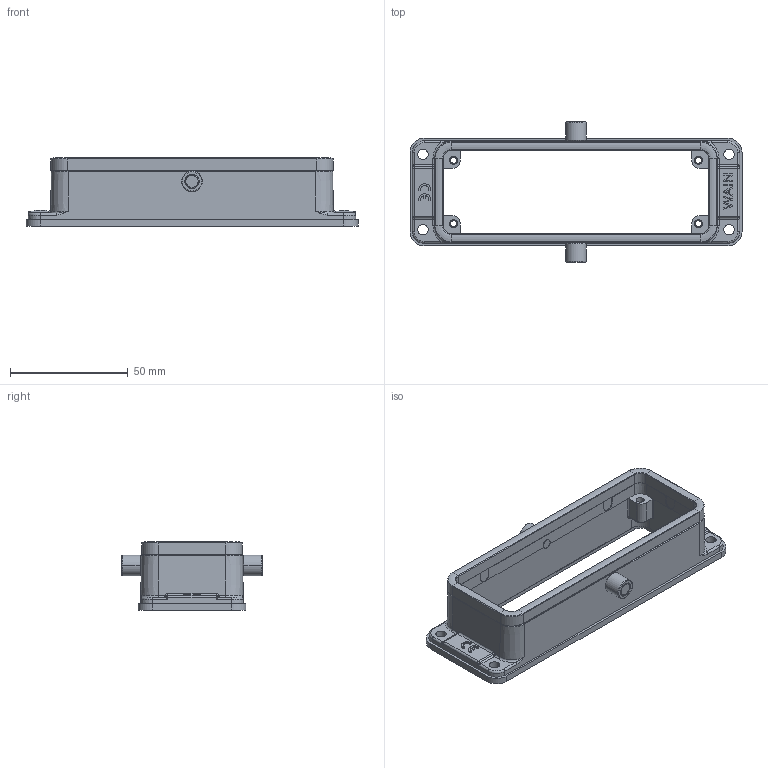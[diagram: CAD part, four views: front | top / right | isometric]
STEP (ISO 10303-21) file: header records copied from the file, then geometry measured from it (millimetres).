
FILE_DESCRIPTION(/* description */ (''),/* implementation_level */ '2;1');
FILE_NAME(/* name */ '3D_1240243151001_HV24B-BK-2B_B_V1.1.STP',/* time_stamp */ '2024-01-16T14:37:05+08:00',/* author */ (''),/* organization */ (''),/* preprocessor_version */ 'ST-DEVELOPER v18.1',/* originating_system */ 'SIEMENS PLM Software NX 1980',/* authorisation */ '');
FILE_SCHEMA (('AUTOMOTIVE_DESIGN { 1 0 10303 214 3 1 1 1 }'));
Length unit declared in the file: millimetre
Products named in the file (1): 145931BC337Cbycw
Bounding box: 141 x 59.48 x 28.98 mm (x, y, z)
Volume: 40772.4 mm3; surface area: 28813.2 mm2
Topology: 3 solids, 3 shells, 488 faces, 1190 edges, 729 vertices
Faces by surface type: cylinder 189, plane 182, torus 68, cone 24, bspline 16, sphere 8, extrusion 1
Entity records: 15473 total; most frequent: CARTESIAN_POINT 4385, ORIENTED_EDGE 2364, DIRECTION 2216, EDGE_CURVE 1182, AXIS2_PLACEMENT_3D 841, VERTEX_POINT 729, EDGE_LOOP 535, VECTOR 534
